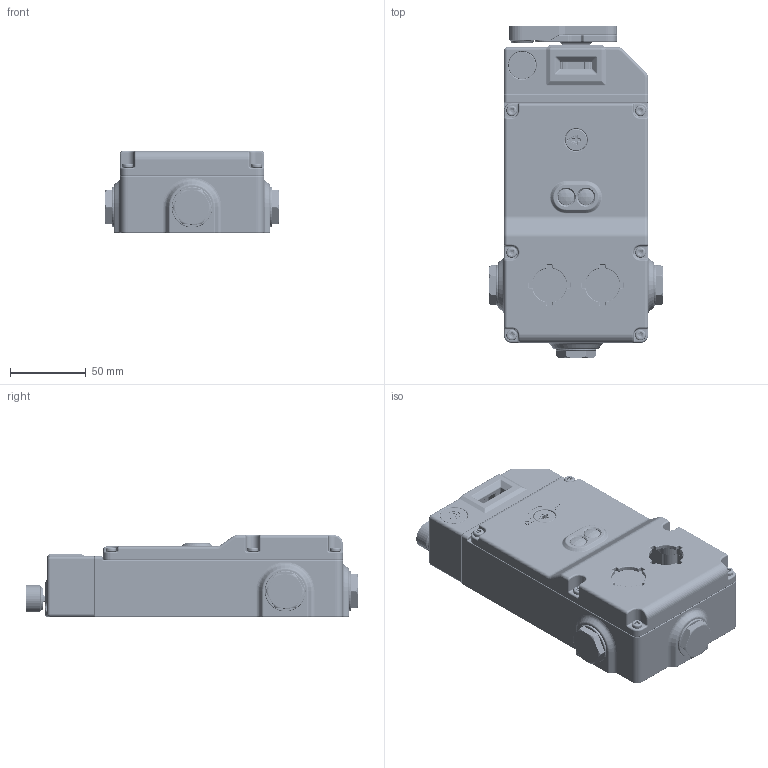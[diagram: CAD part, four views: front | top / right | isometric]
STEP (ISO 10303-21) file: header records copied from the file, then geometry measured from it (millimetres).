
FILE_DESCRIPTION (( 'STEP AP203' ), '1' );
FILE_NAME ('525001 UGB2-KLTM-RFID with Manual Override.STEP', '2022-11-28T10:47:25', ( '' ), ( '' ), 'SwSTEP 2.0', 'SolidWorks 2021', '' );
FILE_SCHEMA (( 'CONFIG_CONTROL_DESIGN' ));
Products named in the file (1): 525001 UGB2-KLTM-RFID with Manual Override
Bounding box: 115 x 219 x 54 mm (x, y, z)
Volume: 286997.5 mm3; surface area: 179894.9 mm2
Topology: 26 solids, 26 shells, 5077 faces, 12026 edges, 6909 vertices
Faces by surface type: cylinder 2081, plane 1147, torus 985, bspline 357, cone 327, sphere 180
Entity records: 155413 total; most frequent: CARTESIAN_POINT 39911, DIRECTION 25914, ORIENTED_EDGE 23544, EDGE_CURVE 11772, AXIS2_PLACEMENT_3D 10703, VERTEX_POINT 6897, CIRCLE 5982, EDGE_LOOP 5309
